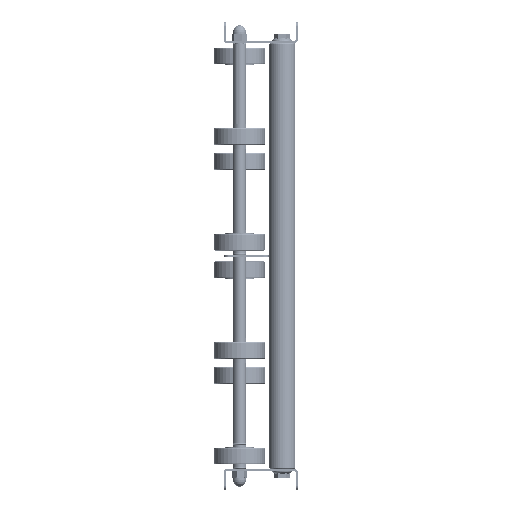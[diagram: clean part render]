
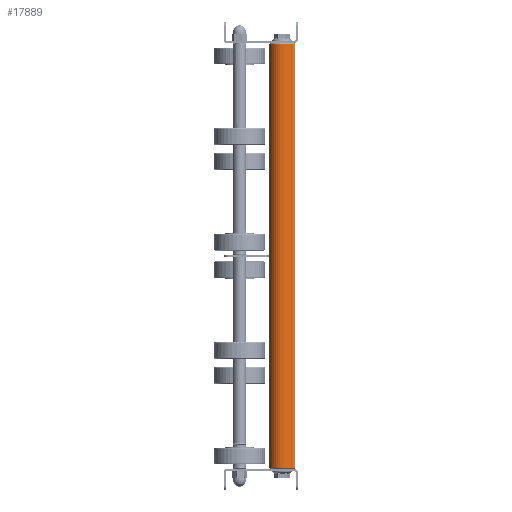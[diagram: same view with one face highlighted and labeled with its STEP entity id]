
A CAD part, left-side view. The second image highlights one B-rep face of the part: STEP entity #17889.
In plain terms, the highlighted cylindrical face has radius 12.5 mm (diameter 25 mm), a partial arc.
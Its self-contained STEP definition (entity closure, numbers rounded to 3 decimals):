
#221 = VERTEX_POINT ( 'NONE', #19145 ) ;
#990 = AXIS2_PLACEMENT_3D ( 'NONE', #23842, #14858, #5567 ) ;
#1149 = EDGE_CURVE ( 'NONE', #221, #26326, #26500, .T. ) ;
#1181 = DIRECTION ( 'NONE',  ( -1., 0., 0. ) ) ;
#1862 = CARTESIAN_POINT ( 'NONE',  ( 400., 0., 12.5 ) ) ;
#2220 = AXIS2_PLACEMENT_3D ( 'NONE', #4144, #13012, #17016 ) ;
#2564 = VECTOR ( 'NONE', #28855, 1000. ) ;
#2711 = EDGE_LOOP ( 'NONE', ( #12411, #25388, #8451, #17752 ) ) ;
#4144 = CARTESIAN_POINT ( 'NONE',  ( 1., 0., 0. ) ) ;
#5567 = DIRECTION ( 'NONE',  ( 0., 0., 1. ) ) ;
#5757 = CARTESIAN_POINT ( 'NONE',  ( 399., 0., 0. ) ) ;
#5939 = VERTEX_POINT ( 'NONE', #14966 ) ;
#7938 = LINE ( 'NONE', #1862, #2564 ) ;
#8451 = ORIENTED_EDGE ( 'NONE', *, *, #28166, .T. ) ;
#8539 = DIRECTION ( 'NONE',  ( -1., 0., 0. ) ) ;
#9109 = CARTESIAN_POINT ( 'NONE',  ( 400., 0., -12.5 ) ) ;
#12411 = ORIENTED_EDGE ( 'NONE', *, *, #22142, .F. ) ;
#12688 = DIRECTION ( 'NONE',  ( 0., 0., -1. ) ) ;
#13012 = DIRECTION ( 'NONE',  ( 1., 0., 0. ) ) ;
#13794 = AXIS2_PLACEMENT_3D ( 'NONE', #5757, #1181, #12688 ) ;
#13811 = VERTEX_POINT ( 'NONE', #16427 ) ;
#13963 = EDGE_CURVE ( 'NONE', #5939, #13811, #14961, .T. ) ;
#14713 = CYLINDRICAL_SURFACE ( 'NONE', #990, 12.5 ) ;
#14858 = DIRECTION ( 'NONE',  ( -1., 0., 0. ) ) ;
#14961 = CIRCLE ( 'NONE', #2220, 12.5 ) ;
#14966 = CARTESIAN_POINT ( 'NONE',  ( 1., 0., 12.5 ) ) ;
#16427 = CARTESIAN_POINT ( 'NONE',  ( 1., 0., -12.5 ) ) ;
#17016 = DIRECTION ( 'NONE',  ( 0., 0., -1. ) ) ;
#17527 = CARTESIAN_POINT ( 'NONE',  ( 399., 0., 12.5 ) ) ;
#17752 = ORIENTED_EDGE ( 'NONE', *, *, #13963, .T. ) ;
#17889 = ADVANCED_FACE ( 'NONE', ( #25761 ), #14713, .T. ) ;
#19145 = CARTESIAN_POINT ( 'NONE',  ( 399., 0., -12.5 ) ) ;
#19754 = LINE ( 'NONE', #9109, #29055 ) ;
#22142 = EDGE_CURVE ( 'NONE', #221, #13811, #19754, .T. ) ;
#23842 = CARTESIAN_POINT ( 'NONE',  ( 400., 0., 0. ) ) ;
#25388 = ORIENTED_EDGE ( 'NONE', *, *, #1149, .T. ) ;
#25761 = FACE_OUTER_BOUND ( 'NONE', #2711, .T. ) ;
#26326 = VERTEX_POINT ( 'NONE', #17527 ) ;
#26500 = CIRCLE ( 'NONE', #13794, 12.5 ) ;
#28166 = EDGE_CURVE ( 'NONE', #26326, #5939, #7938, .T. ) ;
#28855 = DIRECTION ( 'NONE',  ( -1., 0., 0. ) ) ;
#29055 = VECTOR ( 'NONE', #8539, 1000. ) ;
